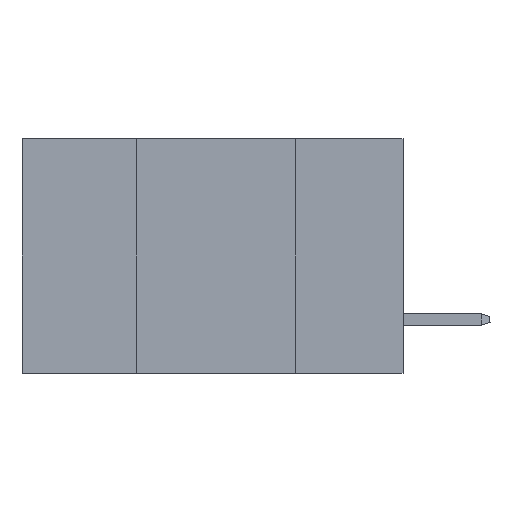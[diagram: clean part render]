
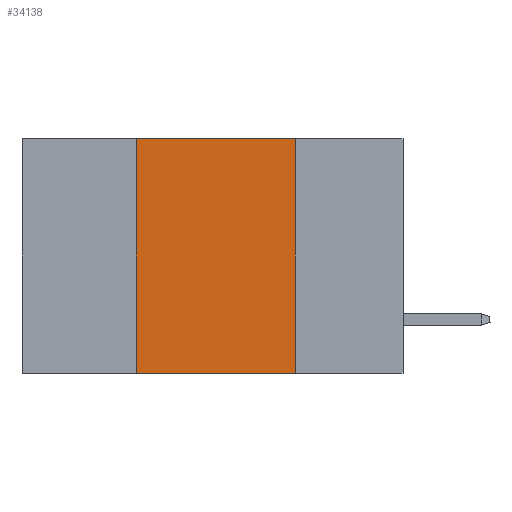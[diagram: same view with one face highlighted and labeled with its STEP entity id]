
A CAD part, left-side view. The second image highlights one B-rep face of the part: STEP entity #34138.
In plain terms, the highlighted planar face has unit normal (-1, 0, 0).
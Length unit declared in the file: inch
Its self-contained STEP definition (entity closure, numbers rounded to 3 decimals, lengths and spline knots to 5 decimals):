
#223 = LINE ( 'NONE', #32493, #20957 ) ;
#1923 = CARTESIAN_POINT ( 'NONE',  ( 0., 0.6, -0.37 ) ) ;
#2721 = ORIENTED_EDGE ( 'NONE', *, *, #30688, .F. ) ;
#3379 = VERTEX_POINT ( 'NONE', #14958 ) ;
#4021 = VERTEX_POINT ( 'NONE', #4987 ) ;
#4522 = CARTESIAN_POINT ( 'NONE',  ( 0., 0.42, 0. ) ) ;
#4987 = CARTESIAN_POINT ( 'NONE',  ( 0., 0.17, -0.37 ) ) ;
#5315 = DIRECTION ( 'NONE',  ( 0., -1., 0. ) ) ;
#5420 = VERTEX_POINT ( 'NONE', #32098 ) ;
#7151 = DIRECTION ( 'NONE',  ( 0., -1., 0. ) ) ;
#7374 = ORIENTED_EDGE ( 'NONE', *, *, #9926, .F. ) ;
#7876 = EDGE_CURVE ( 'NONE', #14727, #4021, #223, .T. ) ;
#8284 = DIRECTION ( 'NONE',  ( 0., 0., -1. ) ) ;
#9926 = EDGE_CURVE ( 'NONE', #5420, #14727, #23726, .T. ) ;
#10057 = VECTOR ( 'NONE', #33705, 39.37008 ) ;
#10907 = CARTESIAN_POINT ( 'NONE',  ( 0., 0.6, 0. ) ) ;
#11370 = AXIS2_PLACEMENT_3D ( 'NONE', #10907, #26336, #8284 ) ;
#13576 = EDGE_LOOP ( 'NONE', ( #23003, #7374, #2721, #14856 ) ) ;
#14727 = VERTEX_POINT ( 'NONE', #31241 ) ;
#14856 = ORIENTED_EDGE ( 'NONE', *, *, #25979, .T. ) ;
#14958 = CARTESIAN_POINT ( 'NONE',  ( 0., 0.42, -0.37 ) ) ;
#15115 = LINE ( 'NONE', #1923, #21356 ) ;
#15476 = VECTOR ( 'NONE', #5315, 39.37008 ) ;
#15837 = DIRECTION ( 'NONE',  ( 0., 0., -1. ) ) ;
#20957 = VECTOR ( 'NONE', #15837, 39.37008 ) ;
#21356 = VECTOR ( 'NONE', #7151, 39.37008 ) ;
#23003 = ORIENTED_EDGE ( 'NONE', *, *, #7876, .F. ) ;
#23207 = CARTESIAN_POINT ( 'NONE',  ( 0., 0.6, 0. ) ) ;
#23726 = LINE ( 'NONE', #23207, #15476 ) ;
#25979 = EDGE_CURVE ( 'NONE', #3379, #4021, #15115, .T. ) ;
#26336 = DIRECTION ( 'NONE',  ( 1., 0., 0. ) ) ;
#28292 = LINE ( 'NONE', #4522, #10057 ) ;
#29302 = FACE_OUTER_BOUND ( 'NONE', #13576, .T. ) ;
#30688 = EDGE_CURVE ( 'NONE', #3379, #5420, #28292, .T. ) ;
#31241 = CARTESIAN_POINT ( 'NONE',  ( 0., 0.17, 0. ) ) ;
#31379 = PLANE ( 'NONE',  #11370 ) ;
#32098 = CARTESIAN_POINT ( 'NONE',  ( 0., 0.42, 0. ) ) ;
#32493 = CARTESIAN_POINT ( 'NONE',  ( 0., 0.17, 0. ) ) ;
#33705 = DIRECTION ( 'NONE',  ( 0., 0., 1. ) ) ;
#34138 = ADVANCED_FACE ( 'NONE', ( #29302 ), #31379, .F. ) ;
